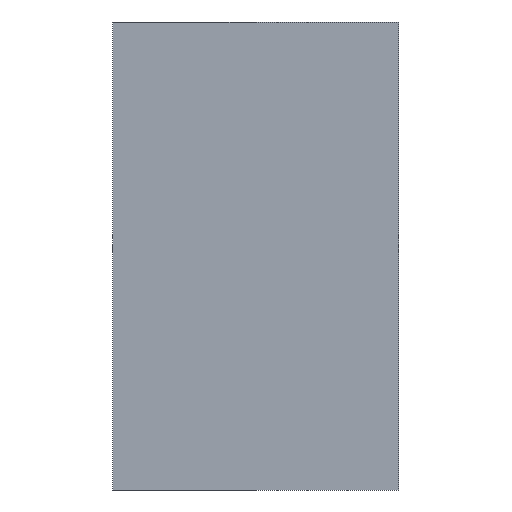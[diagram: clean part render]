
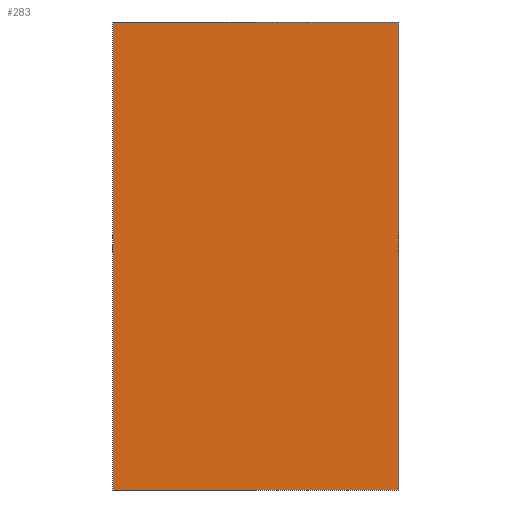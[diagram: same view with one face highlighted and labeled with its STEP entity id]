
A CAD part, left-side view. The second image highlights one B-rep face of the part: STEP entity #283.
In plain terms, the highlighted planar face has unit normal (-1, 0, 0).
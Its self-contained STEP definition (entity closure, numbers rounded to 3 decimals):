
#25=FACE_OUTER_BOUND('',#43,.T.);
#43=EDGE_LOOP('',(#211,#212,#213,#214));
#67=LINE('',#433,#103);
#68=LINE('',#435,#104);
#69=LINE('',#437,#105);
#70=LINE('',#438,#106);
#103=VECTOR('',#357,10.);
#104=VECTOR('',#358,10.);
#105=VECTOR('',#359,10.);
#106=VECTOR('',#360,10.);
#135=VERTEX_POINT('',#431);
#136=VERTEX_POINT('',#432);
#137=VERTEX_POINT('',#434);
#138=VERTEX_POINT('',#436);
#163=EDGE_CURVE('',#135,#136,#67,.T.);
#164=EDGE_CURVE('',#136,#137,#68,.T.);
#165=EDGE_CURVE('',#138,#137,#69,.T.);
#166=EDGE_CURVE('',#135,#138,#70,.T.);
#211=ORIENTED_EDGE('',*,*,#163,.T.);
#212=ORIENTED_EDGE('',*,*,#164,.T.);
#213=ORIENTED_EDGE('',*,*,#165,.F.);
#214=ORIENTED_EDGE('',*,*,#166,.F.);
#265=PLANE('',#317);
#283=ADVANCED_FACE('',(#25),#265,.T.);
#317=AXIS2_PLACEMENT_3D('',#430,#355,#356);
#355=DIRECTION('center_axis',(-1.,0.,0.));
#356=DIRECTION('ref_axis',(0.,0.,1.));
#357=DIRECTION('',(0.,0.,1.));
#358=DIRECTION('',(0.,1.,0.));
#359=DIRECTION('',(0.,0.,1.));
#360=DIRECTION('',(0.,1.,0.));
#430=CARTESIAN_POINT('Origin',(-0.85,0.,-0.45));
#431=CARTESIAN_POINT('',(-0.85,0.,-0.45));
#432=CARTESIAN_POINT('',(-0.85,0.,0.45));
#433=CARTESIAN_POINT('',(-0.85,0.,-0.45));
#434=CARTESIAN_POINT('',(-0.85,0.55,0.45));
#435=CARTESIAN_POINT('',(-0.85,0.,0.45));
#436=CARTESIAN_POINT('',(-0.85,0.55,-0.45));
#437=CARTESIAN_POINT('',(-0.85,0.55,-0.45));
#438=CARTESIAN_POINT('',(-0.85,0.,-0.45));
